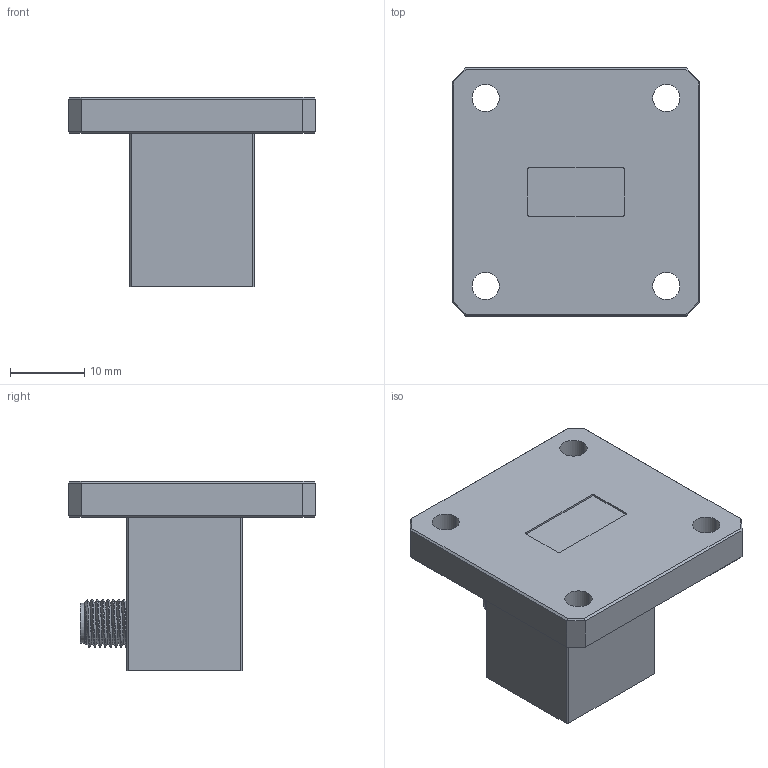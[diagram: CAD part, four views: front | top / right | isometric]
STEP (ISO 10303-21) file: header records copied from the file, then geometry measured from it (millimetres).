
FILE_DESCRIPTION (( 'STEP AP203' ), '1' );
FILE_NAME ('SWC-51KF-R1.STEP', '2024-01-24T00:32:18', ( '' ), ( '' ), 'SwSTEP 2.0', 'SolidWorks 2021', '' );
FILE_SCHEMA (( 'CONFIG_CONTROL_DESIGN' ));
Length unit declared in the file: inch
Products named in the file (1): SWC-51KF-R1
Bounding box: 33.32 x 33.32 x 25.4 mm (x, y, z)
Volume: 10674 mm3; surface area: 4460.4 mm2
Topology: 1 solids, 1 shells, 102 faces, 248 edges, 155 vertices
Faces by surface type: plane 51, cylinder 34, cone 11, bspline 6
Entity records: 6391 total; most frequent: CARTESIAN_POINT 4012, ORIENTED_EDGE 496, DIRECTION 442, EDGE_CURVE 248, VERTEX_POINT 155, AXIS2_PLACEMENT_3D 150, LINE 142, VECTOR 142
